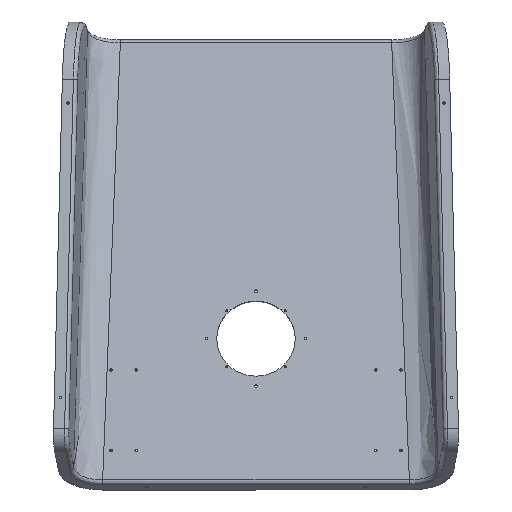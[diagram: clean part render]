
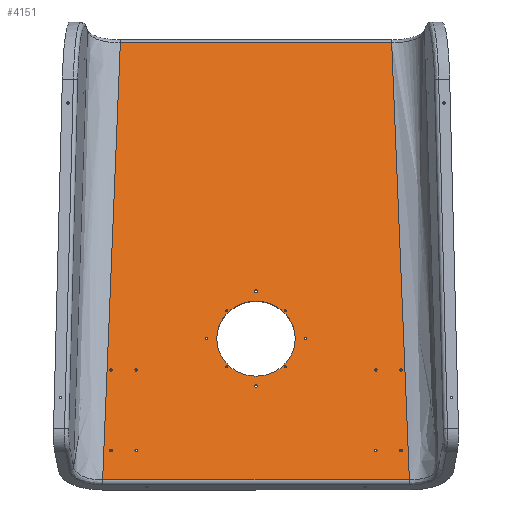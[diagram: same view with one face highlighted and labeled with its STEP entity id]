
A CAD part, left-side view. The second image highlights one B-rep face of the part: STEP entity #4151.
In plain terms, the highlighted planar face has unit normal (-0.956, 0, 0.292).
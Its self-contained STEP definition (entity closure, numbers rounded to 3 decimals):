
#532=CARTESIAN_POINT('',(1452.565,0.,946.496));
#533=VERTEX_POINT('',#532);
#534=CARTESIAN_POINT('',(1451.6,0.0,943.34));
#535=DIRECTION('',(0.956,0.,-0.292));
#536=DIRECTION('',(-0.292,0.,-0.956));
#537=AXIS2_PLACEMENT_3D('',#534,#535,#536);
#538=CIRCLE('',#537,3.3);
#539=EDGE_CURVE('',#533,#533,#538,.T.);
#560=CARTESIAN_POINT('',(1486.919,117.5,1058.862));
#561=VERTEX_POINT('',#560);
#562=CARTESIAN_POINT('',(1485.954,117.5,1055.706));
#563=DIRECTION('',(0.956,0.,-0.292));
#564=DIRECTION('',(-0.292,0.,-0.956));
#565=AXIS2_PLACEMENT_3D('',#562,#563,#564);
#566=CIRCLE('',#565,3.3);
#567=EDGE_CURVE('',#561,#561,#566,.T.);
#588=CARTESIAN_POINT('',(1464.21,-344.,984.585));
#589=VERTEX_POINT('',#588);
#590=CARTESIAN_POINT('',(1463.333,-344.,981.716));
#591=DIRECTION('',(0.956,0.,-0.292));
#592=DIRECTION('',(-0.292,0.,-0.956));
#593=AXIS2_PLACEMENT_3D('',#590,#591,#592);
#594=CIRCLE('',#593,3.);
#595=EDGE_CURVE('',#589,#589,#594,.T.);
#616=CARTESIAN_POINT('',(1405.736,-284.,793.324));
#617=VERTEX_POINT('',#616);
#618=CARTESIAN_POINT('',(1404.859,-284.,790.455));
#619=DIRECTION('',(0.956,0.,-0.292));
#620=DIRECTION('',(-0.292,0.,-0.956));
#621=AXIS2_PLACEMENT_3D('',#618,#619,#620);
#622=CIRCLE('',#621,3.);
#623=EDGE_CURVE('',#617,#617,#622,.T.);
#644=CARTESIAN_POINT('',(1405.736,344.,793.324));
#645=VERTEX_POINT('',#644);
#646=CARTESIAN_POINT('',(1404.859,344.,790.455));
#647=DIRECTION('',(0.956,0.,-0.292));
#648=DIRECTION('',(-0.292,0.,-0.956));
#649=AXIS2_PLACEMENT_3D('',#646,#647,#648);
#650=CIRCLE('',#649,3.);
#651=EDGE_CURVE('',#645,#645,#650,.T.);
#672=CARTESIAN_POINT('',(1464.21,344.,984.585));
#673=VERTEX_POINT('',#672);
#674=CARTESIAN_POINT('',(1463.333,344.,981.716));
#675=DIRECTION('',(0.956,0.,-0.292));
#676=DIRECTION('',(-0.292,0.,-0.956));
#677=AXIS2_PLACEMENT_3D('',#674,#675,#676);
#678=CIRCLE('',#677,3.);
#679=EDGE_CURVE('',#673,#673,#678,.T.);
#700=CARTESIAN_POINT('',(1506.924,-69.473,1124.295));
#701=VERTEX_POINT('',#700);
#702=CARTESIAN_POINT('',(1506.266,-69.473,1122.143));
#703=DIRECTION('',(0.956,0.,-0.292));
#704=DIRECTION('',(-0.292,0.,-0.956));
#705=AXIS2_PLACEMENT_3D('',#702,#703,#704);
#706=CIRCLE('',#705,2.25);
#707=EDGE_CURVE('',#701,#701,#706,.T.);
#728=CARTESIAN_POINT('',(1466.3,69.473,991.42));
#729=VERTEX_POINT('',#728);
#730=CARTESIAN_POINT('',(1465.642,69.473,989.268));
#731=DIRECTION('',(0.956,0.,-0.292));
#732=DIRECTION('',(-0.292,0.,-0.956));
#733=AXIS2_PLACEMENT_3D('',#730,#731,#732);
#734=CIRCLE('',#733,2.25);
#735=EDGE_CURVE('',#729,#729,#734,.T.);
#756=CARTESIAN_POINT('',(1466.3,-69.473,991.42));
#757=VERTEX_POINT('',#756);
#758=CARTESIAN_POINT('',(1465.642,-69.473,989.268));
#759=DIRECTION('',(0.956,0.,-0.292));
#760=DIRECTION('',(-0.292,0.,-0.956));
#761=AXIS2_PLACEMENT_3D('',#758,#759,#760);
#762=CIRCLE('',#761,2.25);
#763=EDGE_CURVE('',#757,#757,#762,.T.);
#784=CARTESIAN_POINT('',(1506.924,69.473,1124.295));
#785=VERTEX_POINT('',#784);
#786=CARTESIAN_POINT('',(1506.266,69.473,1122.143));
#787=DIRECTION('',(0.956,0.,-0.292));
#788=DIRECTION('',(-0.292,0.,-0.956));
#789=AXIS2_PLACEMENT_3D('',#786,#787,#788);
#790=CIRCLE('',#789,2.25);
#791=EDGE_CURVE('',#785,#785,#790,.T.);
#812=CARTESIAN_POINT('',(1464.21,284.,984.585));
#813=VERTEX_POINT('',#812);
#814=CARTESIAN_POINT('',(1463.333,284.,981.716));
#815=DIRECTION('',(0.956,0.,-0.292));
#816=DIRECTION('',(-0.292,0.,-0.956));
#817=AXIS2_PLACEMENT_3D('',#814,#815,#816);
#818=CIRCLE('',#817,3.);
#819=EDGE_CURVE('',#813,#813,#818,.T.);
#840=CARTESIAN_POINT('',(1405.736,284.,793.324));
#841=VERTEX_POINT('',#840);
#842=CARTESIAN_POINT('',(1404.859,284.,790.455));
#843=DIRECTION('',(0.956,0.,-0.292));
#844=DIRECTION('',(-0.292,0.,-0.956));
#845=AXIS2_PLACEMENT_3D('',#842,#843,#844);
#846=CIRCLE('',#845,3.);
#847=EDGE_CURVE('',#841,#841,#846,.T.);
#868=CARTESIAN_POINT('',(1405.736,-344.,793.324));
#869=VERTEX_POINT('',#868);
#870=CARTESIAN_POINT('',(1404.859,-344.,790.455));
#871=DIRECTION('',(0.956,0.,-0.292));
#872=DIRECTION('',(-0.292,0.,-0.956));
#873=AXIS2_PLACEMENT_3D('',#870,#871,#872);
#874=CIRCLE('',#873,3.);
#875=EDGE_CURVE('',#869,#869,#874,.T.);
#896=CARTESIAN_POINT('',(1464.21,-284.,984.585));
#897=VERTEX_POINT('',#896);
#898=CARTESIAN_POINT('',(1463.333,-284.,981.716));
#899=DIRECTION('',(0.956,0.,-0.292));
#900=DIRECTION('',(-0.292,0.,-0.956));
#901=AXIS2_PLACEMENT_3D('',#898,#899,#900);
#902=CIRCLE('',#901,3.);
#903=EDGE_CURVE('',#897,#897,#902,.T.);
#924=CARTESIAN_POINT('',(1486.919,-117.5,1058.862));
#925=VERTEX_POINT('',#924);
#926=CARTESIAN_POINT('',(1485.954,-117.5,1055.706));
#927=DIRECTION('',(0.956,0.,-0.292));
#928=DIRECTION('',(-0.292,0.,-0.956));
#929=AXIS2_PLACEMENT_3D('',#926,#927,#928);
#930=CIRCLE('',#929,3.3);
#931=EDGE_CURVE('',#925,#925,#930,.T.);
#952=CARTESIAN_POINT('',(1521.272,0.,1171.227));
#953=VERTEX_POINT('',#952);
#954=CARTESIAN_POINT('',(1520.308,0.,1168.072));
#955=DIRECTION('',(0.956,0.,-0.292));
#956=DIRECTION('',(-0.292,0.,-0.956));
#957=AXIS2_PLACEMENT_3D('',#954,#955,#956);
#958=CIRCLE('',#957,3.3);
#959=EDGE_CURVE('',#953,#953,#958,.T.);
#980=CARTESIAN_POINT('',(1513.144,0.,1144.642));
#981=VERTEX_POINT('',#980);
#982=CARTESIAN_POINT('',(1485.954,0.,1055.706));
#983=DIRECTION('',(0.956,0.,-0.292));
#984=DIRECTION('',(-0.292,0.,-0.956));
#985=AXIS2_PLACEMENT_3D('',#982,#983,#984);
#986=CIRCLE('',#985,93.);
#987=EDGE_CURVE('',#981,#981,#986,.T.);
#3115=CARTESIAN_POINT('',(1700.399,321.729,1757.125));
#3116=VERTEX_POINT('',#3115);
#3157=CARTESIAN_POINT('',(1700.399,-321.729,1757.125));
#3158=VERTEX_POINT('',#3157);
#3175=CARTESIAN_POINT('',(1700.399,321.729,1757.125));
#3176=DIRECTION('',(0.0,-1.0,0.0));
#3177=VECTOR('',#3176,643.458);
#3178=LINE('',#3175,#3177);
#3179=EDGE_CURVE('',#3116,#3158,#3178,.T.);
#3567=CARTESIAN_POINT('',(1383.516,-363.706,720.645));
#3568=VERTEX_POINT('',#3567);
#3596=CARTESIAN_POINT('',(1383.516,363.706,720.645));
#3597=VERTEX_POINT('',#3596);
#3607=CARTESIAN_POINT('',(1383.516,-363.706,720.645));
#3608=DIRECTION('',(0.0,1.0,0.0));
#3609=VECTOR('',#3608,727.411);
#3610=LINE('',#3607,#3609);
#3611=EDGE_CURVE('',#3568,#3597,#3610,.T.);
#4038=CARTESIAN_POINT('',(1700.399,321.729,1757.125));
#4039=DIRECTION('',(-0.292,0.039,-0.956));
#4040=VECTOR('',#4039,1084.65);
#4041=LINE('',#4038,#4040);
#4042=EDGE_CURVE('',#3116,#3597,#4041,.T.);
#4080=CARTESIAN_POINT('',(1383.516,-363.706,720.645));
#4081=DIRECTION('',(0.292,0.039,0.956));
#4082=VECTOR('',#4081,1084.65);
#4083=LINE('',#4080,#4082);
#4084=EDGE_CURVE('',#3568,#3158,#4083,.T.);
#4089=CARTESIAN_POINT('',(1358.86,-366.972,640.0));
#4090=DIRECTION('',(0.956,0.0,-0.292));
#4091=DIRECTION('',(-0.292,0.0,-0.956));
#4092=AXIS2_PLACEMENT_3D('',#4089,#4090,#4091);
#4093=PLANE('',#4092);
#4094=ORIENTED_EDGE('',*,*,#3611,.F.);
#4095=ORIENTED_EDGE('',*,*,#4084,.T.);
#4096=ORIENTED_EDGE('',*,*,#3179,.F.);
#4097=ORIENTED_EDGE('',*,*,#4042,.T.);
#4098=EDGE_LOOP('',(#4094,#4095,#4096,#4097));
#4099=FACE_OUTER_BOUND('',#4098,.T.);
#4100=ORIENTED_EDGE('',*,*,#539,.T.);
#4101=EDGE_LOOP('',(#4100));
#4102=FACE_BOUND('',#4101,.T.);
#4103=ORIENTED_EDGE('',*,*,#567,.T.);
#4104=EDGE_LOOP('',(#4103));
#4105=FACE_BOUND('',#4104,.T.);
#4106=ORIENTED_EDGE('',*,*,#595,.T.);
#4107=EDGE_LOOP('',(#4106));
#4108=FACE_BOUND('',#4107,.T.);
#4109=ORIENTED_EDGE('',*,*,#623,.T.);
#4110=EDGE_LOOP('',(#4109));
#4111=FACE_BOUND('',#4110,.T.);
#4112=ORIENTED_EDGE('',*,*,#651,.T.);
#4113=EDGE_LOOP('',(#4112));
#4114=FACE_BOUND('',#4113,.T.);
#4115=ORIENTED_EDGE('',*,*,#679,.T.);
#4116=EDGE_LOOP('',(#4115));
#4117=FACE_BOUND('',#4116,.T.);
#4118=ORIENTED_EDGE('',*,*,#707,.T.);
#4119=EDGE_LOOP('',(#4118));
#4120=FACE_BOUND('',#4119,.T.);
#4121=ORIENTED_EDGE('',*,*,#735,.T.);
#4122=EDGE_LOOP('',(#4121));
#4123=FACE_BOUND('',#4122,.T.);
#4124=ORIENTED_EDGE('',*,*,#763,.T.);
#4125=EDGE_LOOP('',(#4124));
#4126=FACE_BOUND('',#4125,.T.);
#4127=ORIENTED_EDGE('',*,*,#791,.T.);
#4128=EDGE_LOOP('',(#4127));
#4129=FACE_BOUND('',#4128,.T.);
#4130=ORIENTED_EDGE('',*,*,#819,.T.);
#4131=EDGE_LOOP('',(#4130));
#4132=FACE_BOUND('',#4131,.T.);
#4133=ORIENTED_EDGE('',*,*,#847,.T.);
#4134=EDGE_LOOP('',(#4133));
#4135=FACE_BOUND('',#4134,.T.);
#4136=ORIENTED_EDGE('',*,*,#875,.T.);
#4137=EDGE_LOOP('',(#4136));
#4138=FACE_BOUND('',#4137,.T.);
#4139=ORIENTED_EDGE('',*,*,#903,.T.);
#4140=EDGE_LOOP('',(#4139));
#4141=FACE_BOUND('',#4140,.T.);
#4142=ORIENTED_EDGE('',*,*,#931,.T.);
#4143=EDGE_LOOP('',(#4142));
#4144=FACE_BOUND('',#4143,.T.);
#4145=ORIENTED_EDGE('',*,*,#959,.T.);
#4146=EDGE_LOOP('',(#4145));
#4147=FACE_BOUND('',#4146,.T.);
#4148=ORIENTED_EDGE('',*,*,#987,.T.);
#4149=EDGE_LOOP('',(#4148));
#4150=FACE_BOUND('',#4149,.T.);
#4151=ADVANCED_FACE('',(#4099,#4102,#4105,#4108,#4111,#4114,#4117,#4120,#4123,#4126,#4129,#4132,#4135,#4138,#4141,#4144,#4147,#4150),#4093,.F.);
